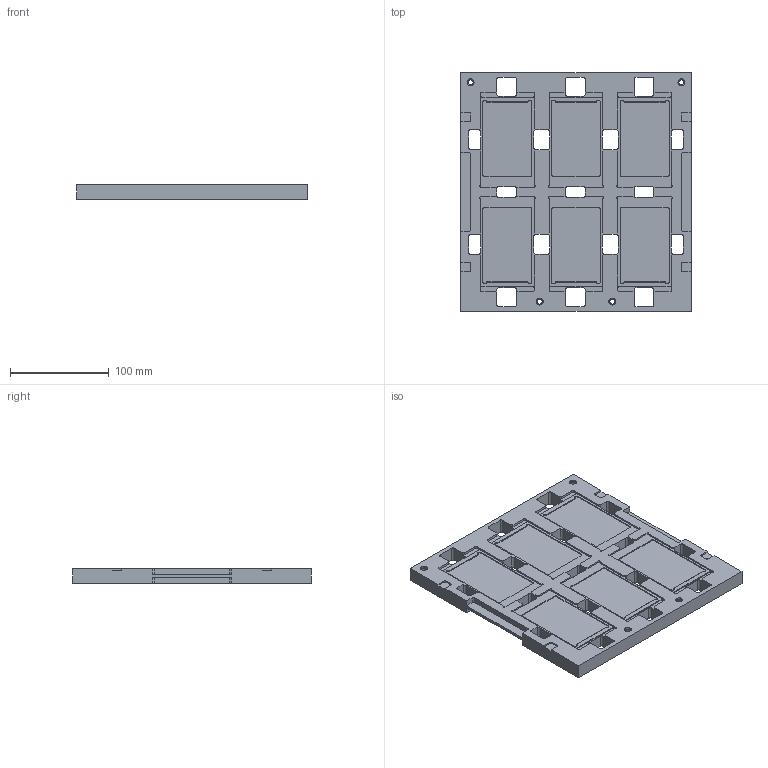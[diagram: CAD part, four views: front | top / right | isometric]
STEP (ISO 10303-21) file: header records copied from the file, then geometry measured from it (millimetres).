
FILE_DESCRIPTION(('STEP AP242'), '1');
FILE_NAME('Ïëèòà ïðåññ 6 ìóëüòè', '', ('UNSPECIFIED'), ('UNSPECIFIED'), 'ASCON STEP Converter 1.6', 'ASCON Math Kernel', '');
FILE_SCHEMA(('AP242_MANAGED_MODEL_BASED_3D_ENGINEERING_MIM_LF { 1 0 10303 442 1 1 4 }'));
Length unit declared in the file: millimetre
Bounding box: 233.5 x 242 x 15 mm (x, y, z)
Volume: 681405.1 mm3; surface area: 138404.1 mm2
Topology: 1 solids, 1 shells, 414 faces, 1218 edges, 800 vertices
Faces by surface type: plane 262, cylinder 152
Full cylindrical faces by diameter (mm): 5 x4, 7 x4
Entity records: 17134 total; most frequent: CARTESIAN_POINT 2461, ORIENTED_EDGE 2420, DIRECTION 2332, EDGE_CURVE 1210, LINE 894, VECTOR 894, VERTEX_POINT 800, AXIS2_PLACEMENT_3D 719
